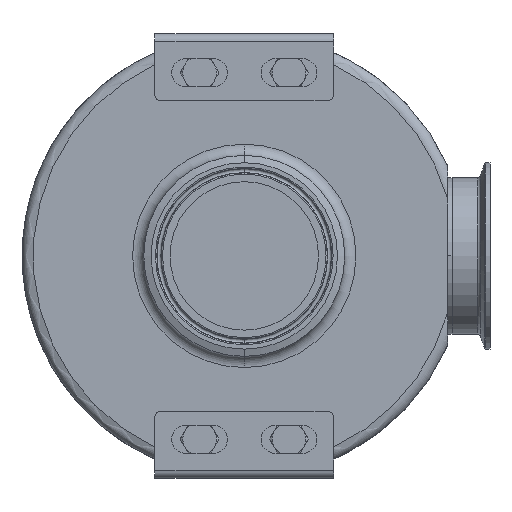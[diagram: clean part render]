
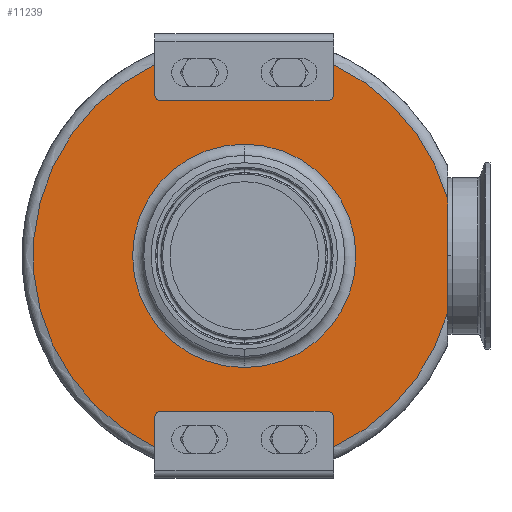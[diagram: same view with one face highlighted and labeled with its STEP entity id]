
A CAD part, front view. The second image highlights one B-rep face of the part: STEP entity #11239.
In plain terms, the highlighted planar face has unit normal (0, -1, 0).
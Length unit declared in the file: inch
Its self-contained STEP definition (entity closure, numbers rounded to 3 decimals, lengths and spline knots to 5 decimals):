
#94 = ORIENTED_EDGE ( 'NONE', *, *, #4571, .T. ) ;
#121 = DIRECTION ( 'NONE',  ( 0., 0., 1. ) ) ;
#126 = CIRCLE ( 'NONE', #10136, 0.125 ) ;
#220 = VECTOR ( 'NONE', #12093, 39.37008 ) ;
#330 = DIRECTION ( 'NONE',  ( -1., 0., 0. ) ) ;
#336 = VECTOR ( 'NONE', #5311, 39.37008 ) ;
#660 = ORIENTED_EDGE ( 'NONE', *, *, #13270, .T. ) ;
#689 = VERTEX_POINT ( 'NONE', #11624 ) ;
#806 = VERTEX_POINT ( 'NONE', #3685 ) ;
#896 = CARTESIAN_POINT ( 'NONE',  ( 0., -2.07, 0. ) ) ;
#918 = VERTEX_POINT ( 'NONE', #1932 ) ;
#1006 = LINE ( 'NONE', #4214, #336 ) ;
#1023 = VERTEX_POINT ( 'NONE', #3247 ) ;
#1093 = DIRECTION ( 'NONE',  ( 0., 0., 1. ) ) ;
#1139 = LINE ( 'NONE', #10596, #13320 ) ;
#1185 = CARTESIAN_POINT ( 'NONE',  ( 1.875, -2.07, -3.48019 ) ) ;
#1344 = ORIENTED_EDGE ( 'NONE', *, *, #3622, .T. ) ;
#1441 = DIRECTION ( 'NONE',  ( 0., -1., 0. ) ) ;
#1467 = FACE_OUTER_BOUND ( 'NONE', #4221, .T. ) ;
#1589 = CIRCLE ( 'NONE', #2923, 2.5 ) ;
#1604 = DIRECTION ( 'NONE',  ( 0., 0., 1. ) ) ;
#1796 = CARTESIAN_POINT ( 'NONE',  ( 2., -2.07, 4.78735 ) ) ;
#1841 = CARTESIAN_POINT ( 'NONE',  ( 0., -2.07, 0. ) ) ;
#1845 = CIRCLE ( 'NONE', #13113, 0.125 ) ;
#1932 = CARTESIAN_POINT ( 'NONE',  ( 0., -2.07, 2.5 ) ) ;
#2028 = ORIENTED_EDGE ( 'NONE', *, *, #11632, .T. ) ;
#2042 = VERTEX_POINT ( 'NONE', #6112 ) ;
#2500 = CIRCLE ( 'NONE', #5941, 2.5 ) ;
#2665 = CARTESIAN_POINT ( 'NONE',  ( 1.875, -2.07, 3.47485 ) ) ;
#2752 = VECTOR ( 'NONE', #330, 39.37008 ) ;
#2768 = AXIS2_PLACEMENT_3D ( 'NONE', #8982, #7878, #1604 ) ;
#2923 = AXIS2_PLACEMENT_3D ( 'NONE', #896, #12486, #10307 ) ;
#3004 = VERTEX_POINT ( 'NONE', #9343 ) ;
#3053 = VERTEX_POINT ( 'NONE', #12628 ) ;
#3081 = DIRECTION ( 'NONE',  ( 0., 0., -1. ) ) ;
#3247 = CARTESIAN_POINT ( 'NONE',  ( -1.875, -2.07, 3.47485 ) ) ;
#3370 = ORIENTED_EDGE ( 'NONE', *, *, #7442, .F. ) ;
#3513 = ORIENTED_EDGE ( 'NONE', *, *, #9543, .T. ) ;
#3558 = ORIENTED_EDGE ( 'NONE', *, *, #10305, .T. ) ;
#3581 = FACE_BOUND ( 'NONE', #4925, .T. ) ;
#3622 = EDGE_CURVE ( 'NONE', #918, #3004, #2500, .T. ) ;
#3635 = VERTEX_POINT ( 'NONE', #9688 ) ;
#3685 = CARTESIAN_POINT ( 'NONE',  ( 4.55, -2.07, -1.27402 ) ) ;
#3870 = LINE ( 'NONE', #10696, #7472 ) ;
#3916 = CARTESIAN_POINT ( 'NONE',  ( -1.875, -2.07, -3.48019 ) ) ;
#3927 = CIRCLE ( 'NONE', #5265, 4.725 ) ;
#3938 = CARTESIAN_POINT ( 'NONE',  ( 2., -2.07, -4.28084 ) ) ;
#3952 = EDGE_CURVE ( 'NONE', #1023, #13089, #7739, .T. ) ;
#3970 = EDGE_CURVE ( 'NONE', #2042, #6127, #4803, .T. ) ;
#4212 = CARTESIAN_POINT ( 'NONE',  ( 0., -2.07, 0. ) ) ;
#4214 = CARTESIAN_POINT ( 'NONE',  ( -2., -2.07, 4.78735 ) ) ;
#4221 = EDGE_LOOP ( 'NONE', ( #3558, #4417, #3513, #3370, #660, #9714, #7128, #2028, #6642, #5935, #12744, #4861, #94, #9217 ) ) ;
#4252 = CARTESIAN_POINT ( 'NONE',  ( -1.875, -2.07, -3.60519 ) ) ;
#4417 = ORIENTED_EDGE ( 'NONE', *, *, #3970, .T. ) ;
#4446 = CARTESIAN_POINT ( 'NONE',  ( 2., -2.07, -3.48019 ) ) ;
#4453 = LINE ( 'NONE', #1796, #6570 ) ;
#4559 = VERTEX_POINT ( 'NONE', #3916 ) ;
#4571 = EDGE_CURVE ( 'NONE', #1023, #8157, #1845, .T. ) ;
#4803 = LINE ( 'NONE', #12359, #10086 ) ;
#4861 = ORIENTED_EDGE ( 'NONE', *, *, #3952, .F. ) ;
#4876 = CIRCLE ( 'NONE', #5366, 4.725 ) ;
#4925 = EDGE_LOOP ( 'NONE', ( #1344, #5962 ) ) ;
#4956 = DIRECTION ( 'NONE',  ( 0., 1., 0. ) ) ;
#4964 = DIRECTION ( 'NONE',  ( 0., 0., 1. ) ) ;
#4975 = DIRECTION ( 'NONE',  ( 0., 0., 1. ) ) ;
#5214 = DIRECTION ( 'NONE',  ( 0., 0., -1. ) ) ;
#5265 = AXIS2_PLACEMENT_3D ( 'NONE', #4212, #1441, #1093 ) ;
#5311 = DIRECTION ( 'NONE',  ( 0., 0., -1. ) ) ;
#5366 = AXIS2_PLACEMENT_3D ( 'NONE', #1841, #6024, #10347 ) ;
#5541 = AXIS2_PLACEMENT_3D ( 'NONE', #12702, #9377, #3081 ) ;
#5630 = EDGE_CURVE ( 'NONE', #3635, #8157, #1006, .T. ) ;
#5756 = CARTESIAN_POINT ( 'NONE',  ( -2., -2.07, 3.47485 ) ) ;
#5827 = DIRECTION ( 'NONE',  ( 0., 1., 0. ) ) ;
#5935 = ORIENTED_EDGE ( 'NONE', *, *, #9215, .T. ) ;
#5941 = AXIS2_PLACEMENT_3D ( 'NONE', #10565, #7424, #11732 ) ;
#5962 = ORIENTED_EDGE ( 'NONE', *, *, #13190, .T. ) ;
#6024 = DIRECTION ( 'NONE',  ( 0., -1., 0. ) ) ;
#6112 = CARTESIAN_POINT ( 'NONE',  ( -2., -2.07, -4.28084 ) ) ;
#6127 = VERTEX_POINT ( 'NONE', #8683 ) ;
#6146 = CARTESIAN_POINT ( 'NONE',  ( -1.875, -2.07, 3.59985 ) ) ;
#6502 = EDGE_CURVE ( 'NONE', #10765, #3053, #3927, .T. ) ;
#6513 = LINE ( 'NONE', #4446, #2752 ) ;
#6570 = VECTOR ( 'NONE', #11108, 39.37008 ) ;
#6642 = ORIENTED_EDGE ( 'NONE', *, *, #6502, .T. ) ;
#6822 = DIRECTION ( 'NONE',  ( 0., 0., 1. ) ) ;
#7118 = DIRECTION ( 'NONE',  ( 0., 0., 1. ) ) ;
#7128 = ORIENTED_EDGE ( 'NONE', *, *, #13111, .T. ) ;
#7424 = DIRECTION ( 'NONE',  ( 0., 1., 0. ) ) ;
#7442 = EDGE_CURVE ( 'NONE', #11956, #4559, #6513, .T. ) ;
#7472 = VECTOR ( 'NONE', #10658, 39.37008 ) ;
#7732 = CARTESIAN_POINT ( 'NONE',  ( 2., -2.07, -3.60519 ) ) ;
#7739 = LINE ( 'NONE', #5756, #220 ) ;
#7878 = DIRECTION ( 'NONE',  ( 0., 1., 0. ) ) ;
#7972 = PLANE ( 'NONE',  #2768 ) ;
#8077 = CARTESIAN_POINT ( 'NONE',  ( 4.55, -2.07, 1.27402 ) ) ;
#8157 = VERTEX_POINT ( 'NONE', #8169 ) ;
#8169 = CARTESIAN_POINT ( 'NONE',  ( -2., -2.07, 3.59985 ) ) ;
#8500 = EDGE_CURVE ( 'NONE', #12790, #9791, #3870, .T. ) ;
#8683 = CARTESIAN_POINT ( 'NONE',  ( -2., -2.07, -3.60519 ) ) ;
#8982 = CARTESIAN_POINT ( 'NONE',  ( -2.5, -2.07, 0. ) ) ;
#9030 = CARTESIAN_POINT ( 'NONE',  ( 1.875, -2.07, 3.59985 ) ) ;
#9148 = CIRCLE ( 'NONE', #5541, 0.125 ) ;
#9215 = EDGE_CURVE ( 'NONE', #3053, #689, #4453, .T. ) ;
#9217 = ORIENTED_EDGE ( 'NONE', *, *, #5630, .F. ) ;
#9245 = DIRECTION ( 'NONE',  ( 0., -1., 0. ) ) ;
#9343 = CARTESIAN_POINT ( 'NONE',  ( 0., -2.07, -2.5 ) ) ;
#9377 = DIRECTION ( 'NONE',  ( 0., 1., 0. ) ) ;
#9543 = EDGE_CURVE ( 'NONE', #6127, #4559, #11063, .T. ) ;
#9688 = CARTESIAN_POINT ( 'NONE',  ( -2., -2.07, 4.28084 ) ) ;
#9714 = ORIENTED_EDGE ( 'NONE', *, *, #8500, .F. ) ;
#9791 = VERTEX_POINT ( 'NONE', #7732 ) ;
#10086 = VECTOR ( 'NONE', #4975, 39.37008 ) ;
#10136 = AXIS2_PLACEMENT_3D ( 'NONE', #9030, #5827, #6822 ) ;
#10305 = EDGE_CURVE ( 'NONE', #3635, #2042, #12853, .T. ) ;
#10307 = DIRECTION ( 'NONE',  ( 0., 0., 1. ) ) ;
#10347 = DIRECTION ( 'NONE',  ( 0., 0., 1. ) ) ;
#10395 = CARTESIAN_POINT ( 'NONE',  ( 0., -2.07, 0. ) ) ;
#10565 = CARTESIAN_POINT ( 'NONE',  ( 0., -2.07, 0. ) ) ;
#10596 = CARTESIAN_POINT ( 'NONE',  ( 4.55, -2.07, 0. ) ) ;
#10658 = DIRECTION ( 'NONE',  ( 0., 0., 1. ) ) ;
#10668 = DIRECTION ( 'NONE',  ( 0., 1., 0. ) ) ;
#10696 = CARTESIAN_POINT ( 'NONE',  ( 2., -2.07, -4.79269 ) ) ;
#10765 = VERTEX_POINT ( 'NONE', #8077 ) ;
#11063 = CIRCLE ( 'NONE', #13267, 0.125 ) ;
#11108 = DIRECTION ( 'NONE',  ( 0., 0., -1. ) ) ;
#11239 = ADVANCED_FACE ( 'NONE', ( #1467, #3581 ), #7972, .F. ) ;
#11624 = CARTESIAN_POINT ( 'NONE',  ( 2., -2.07, 3.59985 ) ) ;
#11632 = EDGE_CURVE ( 'NONE', #806, #10765, #1139, .T. ) ;
#11732 = DIRECTION ( 'NONE',  ( 0., 0., 1. ) ) ;
#11956 = VERTEX_POINT ( 'NONE', #1185 ) ;
#12093 = DIRECTION ( 'NONE',  ( 1., 0., 0. ) ) ;
#12359 = CARTESIAN_POINT ( 'NONE',  ( -2., -2.07, -4.79269 ) ) ;
#12486 = DIRECTION ( 'NONE',  ( 0., 1., 0. ) ) ;
#12491 = AXIS2_PLACEMENT_3D ( 'NONE', #10395, #9245, #4964 ) ;
#12628 = CARTESIAN_POINT ( 'NONE',  ( 2., -2.07, 4.28084 ) ) ;
#12672 = EDGE_CURVE ( 'NONE', #689, #13089, #126, .T. ) ;
#12702 = CARTESIAN_POINT ( 'NONE',  ( 1.875, -2.07, -3.60519 ) ) ;
#12744 = ORIENTED_EDGE ( 'NONE', *, *, #12672, .T. ) ;
#12790 = VERTEX_POINT ( 'NONE', #3938 ) ;
#12853 = CIRCLE ( 'NONE', #12491, 4.725 ) ;
#13089 = VERTEX_POINT ( 'NONE', #2665 ) ;
#13111 = EDGE_CURVE ( 'NONE', #12790, #806, #4876, .T. ) ;
#13113 = AXIS2_PLACEMENT_3D ( 'NONE', #6146, #4956, #7118 ) ;
#13190 = EDGE_CURVE ( 'NONE', #3004, #918, #1589, .T. ) ;
#13267 = AXIS2_PLACEMENT_3D ( 'NONE', #4252, #10668, #5214 ) ;
#13270 = EDGE_CURVE ( 'NONE', #11956, #9791, #9148, .T. ) ;
#13320 = VECTOR ( 'NONE', #121, 39.37008 ) ;
